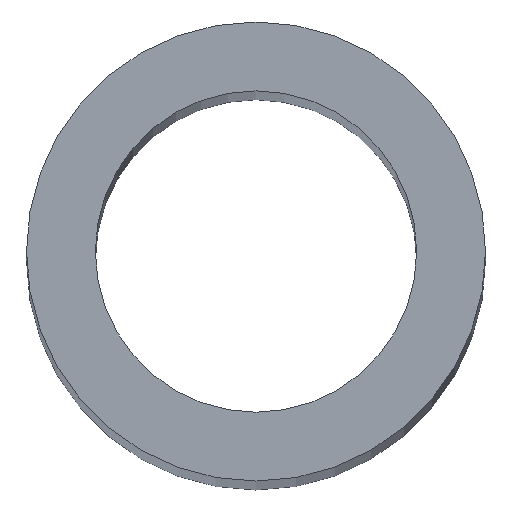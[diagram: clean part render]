
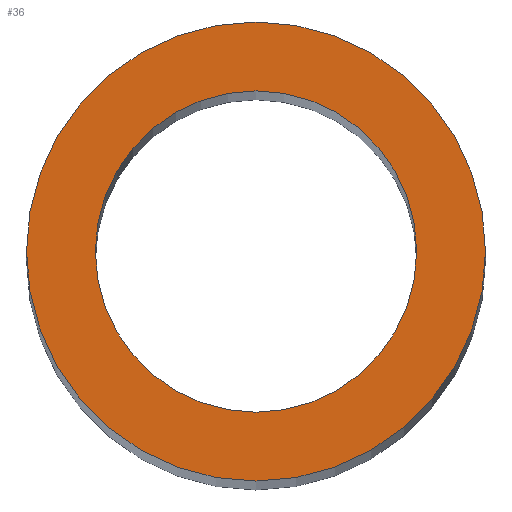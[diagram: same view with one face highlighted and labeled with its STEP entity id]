
A CAD part, top view. The second image highlights one B-rep face of the part: STEP entity #36.
In plain terms, the highlighted planar face has unit normal (0, 0, 1).
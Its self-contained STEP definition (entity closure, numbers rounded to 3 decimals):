
#6 = ORIENTED_EDGE ( 'NONE', *, *, #166, .T. ) ;
#7 = CIRCLE ( 'NONE', #205, 7. ) ;
#10 = DIRECTION ( 'NONE',  ( 1., 0., 0. ) ) ;
#12 = FACE_OUTER_BOUND ( 'NONE', #169, .T. ) ;
#13 = EDGE_CURVE ( 'NONE', #139, #121, #131, .T. ) ;
#20 = CARTESIAN_POINT ( 'NONE',  ( -7., 0., 223. ) ) ;
#28 = AXIS2_PLACEMENT_3D ( 'NONE', #82, #214, #79 ) ;
#29 = DIRECTION ( 'NONE',  ( 1., 0., 0. ) ) ;
#32 = FACE_BOUND ( 'NONE', #76, .T. ) ;
#36 = ADVANCED_FACE ( 'NONE', ( #12, #32 ), #190, .T. ) ;
#46 = DIRECTION ( 'NONE',  ( 1., 0., 0. ) ) ;
#57 = CARTESIAN_POINT ( 'NONE',  ( 0., 0., 223. ) ) ;
#59 = CIRCLE ( 'NONE', #170, 10. ) ;
#63 = VERTEX_POINT ( 'NONE', #156 ) ;
#65 = CARTESIAN_POINT ( 'NONE',  ( 0., 0., 223. ) ) ;
#76 = EDGE_LOOP ( 'NONE', ( #172, #89 ) ) ;
#79 = DIRECTION ( 'NONE',  ( 1., 0., 0. ) ) ;
#82 = CARTESIAN_POINT ( 'NONE',  ( 0., 0., 223. ) ) ;
#89 = ORIENTED_EDGE ( 'NONE', *, *, #99, .F. ) ;
#91 = EDGE_CURVE ( 'NONE', #63, #204, #59, .T. ) ;
#93 = CARTESIAN_POINT ( 'NONE',  ( 0., 0., 223. ) ) ;
#95 = CIRCLE ( 'NONE', #138, 10. ) ;
#99 = EDGE_CURVE ( 'NONE', #121, #139, #7, .T. ) ;
#108 = DIRECTION ( 'NONE',  ( 0., 0., 1. ) ) ;
#116 = DIRECTION ( 'NONE',  ( 1., 0., 0. ) ) ;
#121 = VERTEX_POINT ( 'NONE', #195 ) ;
#123 = AXIS2_PLACEMENT_3D ( 'NONE', #93, #108, #10 ) ;
#124 = ORIENTED_EDGE ( 'NONE', *, *, #91, .T. ) ;
#125 = DIRECTION ( 'NONE',  ( 0., 0., 1. ) ) ;
#131 = CIRCLE ( 'NONE', #123, 7. ) ;
#138 = AXIS2_PLACEMENT_3D ( 'NONE', #57, #164, #116 ) ;
#139 = VERTEX_POINT ( 'NONE', #20 ) ;
#156 = CARTESIAN_POINT ( 'NONE',  ( 10., 0., 223. ) ) ;
#164 = DIRECTION ( 'NONE',  ( 0., 0., 1. ) ) ;
#166 = EDGE_CURVE ( 'NONE', #204, #63, #95, .T. ) ;
#169 = EDGE_LOOP ( 'NONE', ( #6, #124 ) ) ;
#170 = AXIS2_PLACEMENT_3D ( 'NONE', #180, #125, #29 ) ;
#172 = ORIENTED_EDGE ( 'NONE', *, *, #13, .F. ) ;
#180 = CARTESIAN_POINT ( 'NONE',  ( 0., 0., 223. ) ) ;
#182 = CARTESIAN_POINT ( 'NONE',  ( -10., 0., 223. ) ) ;
#190 = PLANE ( 'NONE',  #28 ) ;
#193 = DIRECTION ( 'NONE',  ( 0., 0., 1. ) ) ;
#195 = CARTESIAN_POINT ( 'NONE',  ( 7., 0., 223. ) ) ;
#204 = VERTEX_POINT ( 'NONE', #182 ) ;
#205 = AXIS2_PLACEMENT_3D ( 'NONE', #65, #193, #46 ) ;
#214 = DIRECTION ( 'NONE',  ( 0., 0., 1. ) ) ;
